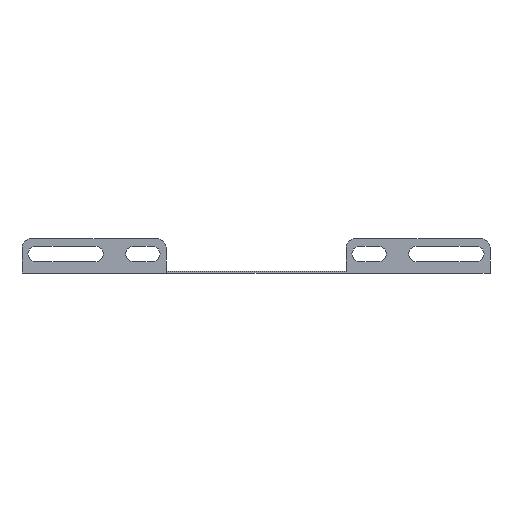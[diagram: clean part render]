
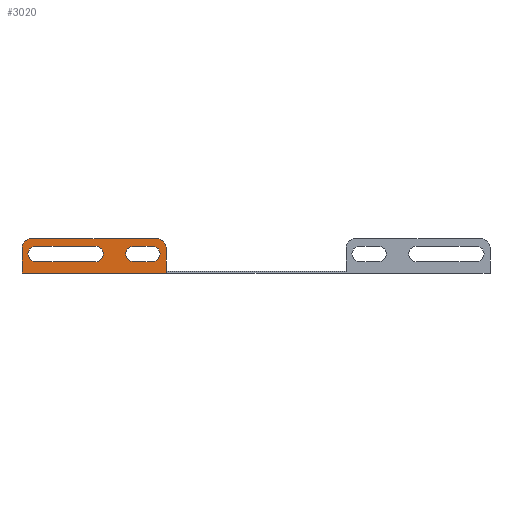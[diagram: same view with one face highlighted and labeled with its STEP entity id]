
A CAD part, front view. The second image highlights one B-rep face of the part: STEP entity #3020.
In plain terms, the highlighted planar face has unit normal (0, -1, 0).
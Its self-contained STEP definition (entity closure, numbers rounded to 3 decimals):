
#8 = EDGE_CURVE ( 'NONE', #3025, #2919, #1187, .T. ) ;
#16 = ORIENTED_EDGE ( 'NONE', *, *, #1188, .T. ) ;
#96 = EDGE_CURVE ( 'NONE', #594, #117, #3010, .T. ) ;
#117 = VERTEX_POINT ( 'NONE', #271 ) ;
#174 = CARTESIAN_POINT ( 'NONE',  ( -52.5, -44.1, 1. ) ) ;
#190 = VERTEX_POINT ( 'NONE', #3568 ) ;
#195 = EDGE_CURVE ( 'NONE', #3530, #2067, #855, .T. ) ;
#268 = CARTESIAN_POINT ( 'NONE',  ( 0., -44.1, 0. ) ) ;
#271 = CARTESIAN_POINT ( 'NONE',  ( -93.5, -44.1, 14.5 ) ) ;
#287 = ORIENTED_EDGE ( 'NONE', *, *, #3201, .F. ) ;
#322 = VECTOR ( 'NONE', #1703, 1000. ) ;
#325 = VERTEX_POINT ( 'NONE', #984 ) ;
#354 = VERTEX_POINT ( 'NONE', #3042 ) ;
#357 = LINE ( 'NONE', #3063, #2567 ) ;
#366 = VERTEX_POINT ( 'NONE', #2453 ) ;
#387 = VECTOR ( 'NONE', #2298, 1000. ) ;
#484 = VECTOR ( 'NONE', #1234, 1000. ) ;
#488 = AXIS2_PLACEMENT_3D ( 'NONE', #1779, #2120, #945 ) ;
#502 = EDGE_LOOP ( 'NONE', ( #2845, #1977, #1677, #287 ) ) ;
#508 = ORIENTED_EDGE ( 'NONE', *, *, #3716, .F. ) ;
#557 = CARTESIAN_POINT ( 'NONE',  ( 0., -44.1, 18.8 ) ) ;
#579 = VERTEX_POINT ( 'NONE', #807 ) ;
#594 = VERTEX_POINT ( 'NONE', #1416 ) ;
#598 = DIRECTION ( 'NONE',  ( 0., -1., 0. ) ) ;
#618 = ORIENTED_EDGE ( 'NONE', *, *, #651, .T. ) ;
#643 = ORIENTED_EDGE ( 'NONE', *, *, #1478, .T. ) ;
#651 = EDGE_CURVE ( 'NONE', #579, #3025, #948, .T. ) ;
#663 = DIRECTION ( 'NONE',  ( 0., 0., 1. ) ) ;
#679 = DIRECTION ( 'NONE',  ( 0., -1., 0. ) ) ;
#807 = CARTESIAN_POINT ( 'NONE',  ( -136.5, -44.1, 13.8 ) ) ;
#812 = DIRECTION ( 'NONE',  ( 1., 0., 0. ) ) ;
#846 = CARTESIAN_POINT ( 'NONE',  ( -128.5, -44.1, 5.5 ) ) ;
#855 = CIRCLE ( 'NONE', #488, 4.5 ) ;
#872 = AXIS2_PLACEMENT_3D ( 'NONE', #3083, #1055, #1345 ) ;
#928 = AXIS2_PLACEMENT_3D ( 'NONE', #980, #679, #1824 ) ;
#932 = CARTESIAN_POINT ( 'NONE',  ( -57.5, -44.1, 13.8 ) ) ;
#945 = DIRECTION ( 'NONE',  ( 0., 0., 1. ) ) ;
#948 = LINE ( 'NONE', #2591, #1410 ) ;
#965 = VECTOR ( 'NONE', #2405, 1000. ) ;
#980 = CARTESIAN_POINT ( 'NONE',  ( -71.5, -44.1, 10. ) ) ;
#984 = CARTESIAN_POINT ( 'NONE',  ( -71.5, -44.1, 5.5 ) ) ;
#1005 = EDGE_LOOP ( 'NONE', ( #643, #1431, #16, #2747, #618, #2616, #1228, #2699 ) ) ;
#1038 = CIRCLE ( 'NONE', #1255, 4.5 ) ;
#1055 = DIRECTION ( 'NONE',  ( 0., -1., 0. ) ) ;
#1126 = CARTESIAN_POINT ( 'NONE',  ( -128.5, -44.1, 14.5 ) ) ;
#1178 = EDGE_CURVE ( 'NONE', #2992, #594, #2045, .T. ) ;
#1184 = DIRECTION ( 'NONE',  ( 0., 0., -1. ) ) ;
#1187 = LINE ( 'NONE', #3149, #2150 ) ;
#1188 = EDGE_CURVE ( 'NONE', #354, #366, #3368, .T. ) ;
#1206 = VERTEX_POINT ( 'NONE', #1126 ) ;
#1228 = ORIENTED_EDGE ( 'NONE', *, *, #3256, .T. ) ;
#1234 = DIRECTION ( 'NONE',  ( -1., 0., 0. ) ) ;
#1255 = AXIS2_PLACEMENT_3D ( 'NONE', #2865, #3167, #2972 ) ;
#1258 = CARTESIAN_POINT ( 'NONE',  ( -52.5, -44.1, 0. ) ) ;
#1345 = DIRECTION ( 'NONE',  ( 0., 0., -1. ) ) ;
#1410 = VECTOR ( 'NONE', #1488, 1000. ) ;
#1416 = CARTESIAN_POINT ( 'NONE',  ( -93.5, -44.1, 5.5 ) ) ;
#1431 = ORIENTED_EDGE ( 'NONE', *, *, #1502, .T. ) ;
#1466 = DIRECTION ( 'NONE',  ( 0., 0., 1. ) ) ;
#1478 = EDGE_CURVE ( 'NONE', #2361, #190, #2135, .T. ) ;
#1488 = DIRECTION ( 'NONE',  ( 0., 0., -1. ) ) ;
#1502 = EDGE_CURVE ( 'NONE', #190, #354, #2225, .T. ) ;
#1577 = VECTOR ( 'NONE', #1184, 1000. ) ;
#1631 = VECTOR ( 'NONE', #812, 1000. ) ;
#1677 = ORIENTED_EDGE ( 'NONE', *, *, #3031, .F. ) ;
#1703 = DIRECTION ( 'NONE',  ( -1., 0., 0. ) ) ;
#1779 = CARTESIAN_POINT ( 'NONE',  ( -60.5, -44.1, 10. ) ) ;
#1824 = DIRECTION ( 'NONE',  ( 0., 0., 1. ) ) ;
#1873 = ORIENTED_EDGE ( 'NONE', *, *, #2280, .F. ) ;
#1888 = ORIENTED_EDGE ( 'NONE', *, *, #1178, .F. ) ;
#1962 = CARTESIAN_POINT ( 'NONE',  ( -60.5, -44.1, 5.5 ) ) ;
#1977 = ORIENTED_EDGE ( 'NONE', *, *, #195, .F. ) ;
#1996 = CARTESIAN_POINT ( 'NONE',  ( -136.5, -44.1, 1. ) ) ;
#2020 = DIRECTION ( 'NONE',  ( 0., 0., -1. ) ) ;
#2028 = CARTESIAN_POINT ( 'NONE',  ( -52.5, -44.1, -1.2 ) ) ;
#2045 = LINE ( 'NONE', #3072, #1631 ) ;
#2067 = VERTEX_POINT ( 'NONE', #3408 ) ;
#2075 = CARTESIAN_POINT ( 'NONE',  ( -52.5, -44.1, 0. ) ) ;
#2083 = LINE ( 'NONE', #2075, #1577 ) ;
#2120 = DIRECTION ( 'NONE',  ( 0., -1., 0. ) ) ;
#2135 = LINE ( 'NONE', #1258, #2271 ) ;
#2145 = CARTESIAN_POINT ( 'NONE',  ( -60.5, -44.1, 14.5 ) ) ;
#2150 = VECTOR ( 'NONE', #3687, 1000. ) ;
#2160 = FACE_BOUND ( 'NONE', #2545, .T. ) ;
#2225 = CIRCLE ( 'NONE', #2481, 5. ) ;
#2271 = VECTOR ( 'NONE', #663, 1000. ) ;
#2280 = EDGE_CURVE ( 'NONE', #117, #1206, #357, .T. ) ;
#2298 = DIRECTION ( 'NONE',  ( 1., 0., 0. ) ) ;
#2361 = VERTEX_POINT ( 'NONE', #174 ) ;
#2405 = DIRECTION ( 'NONE',  ( 1., 0., 0. ) ) ;
#2453 = CARTESIAN_POINT ( 'NONE',  ( -131.5, -44.1, 18.8 ) ) ;
#2481 = AXIS2_PLACEMENT_3D ( 'NONE', #932, #2970, #3272 ) ;
#2506 = CIRCLE ( 'NONE', #928, 4.5 ) ;
#2545 = EDGE_LOOP ( 'NONE', ( #1873, #3282, #1888, #508 ) ) ;
#2567 = VECTOR ( 'NONE', #3100, 1000. ) ;
#2591 = CARTESIAN_POINT ( 'NONE',  ( -136.5, -44.1, 0. ) ) ;
#2595 = CARTESIAN_POINT ( 'NONE',  ( -93.5, -44.1, 10. ) ) ;
#2612 = EDGE_CURVE ( 'NONE', #2361, #3708, #2083, .T. ) ;
#2616 = ORIENTED_EDGE ( 'NONE', *, *, #8, .T. ) ;
#2699 = ORIENTED_EDGE ( 'NONE', *, *, #2612, .F. ) ;
#2747 = ORIENTED_EDGE ( 'NONE', *, *, #2812, .T. ) ;
#2752 = EDGE_CURVE ( 'NONE', #2067, #3344, #3403, .T. ) ;
#2766 = AXIS2_PLACEMENT_3D ( 'NONE', #268, #3449, #2020 ) ;
#2807 = CIRCLE ( 'NONE', #872, 5. ) ;
#2812 = EDGE_CURVE ( 'NONE', #366, #579, #2807, .T. ) ;
#2845 = ORIENTED_EDGE ( 'NONE', *, *, #2752, .F. ) ;
#2865 = CARTESIAN_POINT ( 'NONE',  ( -128.5, -44.1, 10. ) ) ;
#2919 = VERTEX_POINT ( 'NONE', #3133 ) ;
#2929 = FACE_OUTER_BOUND ( 'NONE', #1005, .T. ) ;
#2970 = DIRECTION ( 'NONE',  ( 0., -1., 0. ) ) ;
#2972 = DIRECTION ( 'NONE',  ( 0., 0., 1. ) ) ;
#2974 = LINE ( 'NONE', #3749, #387 ) ;
#2992 = VERTEX_POINT ( 'NONE', #846 ) ;
#2997 = AXIS2_PLACEMENT_3D ( 'NONE', #2595, #598, #1466 ) ;
#3010 = CIRCLE ( 'NONE', #2997, 4.5 ) ;
#3020 = ADVANCED_FACE ( 'NONE', ( #2929, #2160, #3755 ), #3147, .T. ) ;
#3025 = VERTEX_POINT ( 'NONE', #1996 ) ;
#3031 = EDGE_CURVE ( 'NONE', #325, #3530, #2974, .T. ) ;
#3042 = CARTESIAN_POINT ( 'NONE',  ( -57.5, -44.1, 18.8 ) ) ;
#3063 = CARTESIAN_POINT ( 'NONE',  ( -93.5, -44.1, 14.5 ) ) ;
#3072 = CARTESIAN_POINT ( 'NONE',  ( -93.5, -44.1, 5.5 ) ) ;
#3083 = CARTESIAN_POINT ( 'NONE',  ( -131.5, -44.1, 13.8 ) ) ;
#3100 = DIRECTION ( 'NONE',  ( -1., 0., 0. ) ) ;
#3133 = CARTESIAN_POINT ( 'NONE',  ( -136.5, -44.1, -1.2 ) ) ;
#3147 = PLANE ( 'NONE',  #2766 ) ;
#3149 = CARTESIAN_POINT ( 'NONE',  ( -136.5, -44.1, 1. ) ) ;
#3167 = DIRECTION ( 'NONE',  ( 0., -1., 0. ) ) ;
#3201 = EDGE_CURVE ( 'NONE', #3344, #325, #2506, .T. ) ;
#3256 = EDGE_CURVE ( 'NONE', #2919, #3708, #3436, .T. ) ;
#3272 = DIRECTION ( 'NONE',  ( 0., 0., -1. ) ) ;
#3279 = CARTESIAN_POINT ( 'NONE',  ( 0., -44.1, -1.2 ) ) ;
#3282 = ORIENTED_EDGE ( 'NONE', *, *, #96, .F. ) ;
#3332 = CARTESIAN_POINT ( 'NONE',  ( -71.5, -44.1, 14.5 ) ) ;
#3344 = VERTEX_POINT ( 'NONE', #3332 ) ;
#3368 = LINE ( 'NONE', #557, #322 ) ;
#3403 = LINE ( 'NONE', #2145, #484 ) ;
#3408 = CARTESIAN_POINT ( 'NONE',  ( -60.5, -44.1, 14.5 ) ) ;
#3436 = LINE ( 'NONE', #3279, #965 ) ;
#3449 = DIRECTION ( 'NONE',  ( 0., -1., 0. ) ) ;
#3530 = VERTEX_POINT ( 'NONE', #1962 ) ;
#3568 = CARTESIAN_POINT ( 'NONE',  ( -52.5, -44.1, 13.8 ) ) ;
#3687 = DIRECTION ( 'NONE',  ( 0., 0., -1. ) ) ;
#3708 = VERTEX_POINT ( 'NONE', #2028 ) ;
#3716 = EDGE_CURVE ( 'NONE', #1206, #2992, #1038, .T. ) ;
#3749 = CARTESIAN_POINT ( 'NONE',  ( -60.5, -44.1, 5.5 ) ) ;
#3755 = FACE_BOUND ( 'NONE', #502, .T. ) ;
